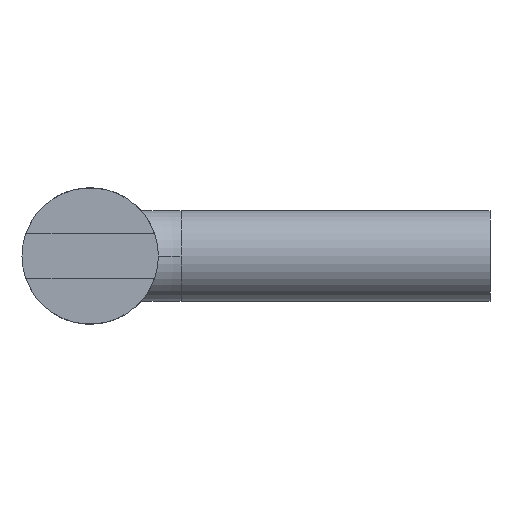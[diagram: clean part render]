
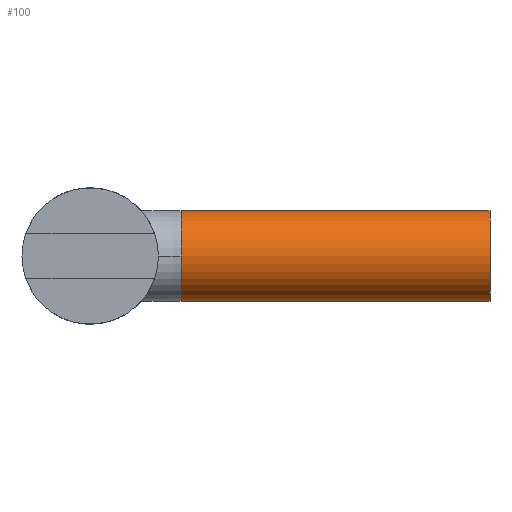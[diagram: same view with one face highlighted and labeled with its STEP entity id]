
A CAD part, left-side view. The second image highlights one B-rep face of the part: STEP entity #100.
In plain terms, the highlighted cylindrical face has radius 1 mm (diameter 2 mm), a partial arc.
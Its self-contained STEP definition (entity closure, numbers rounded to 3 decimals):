
#5 = EDGE_LOOP ( 'NONE', ( #924, #125, #594, #821, #590 ) ) ;
#6 = DIRECTION ( 'NONE',  ( 0., 0., 1. ) ) ;
#28 = CIRCLE ( 'NONE', #685, 1. ) ;
#30 = DIRECTION ( 'NONE',  ( 0., 1., 0. ) ) ;
#32 = DIRECTION ( 'NONE',  ( 0., 1., 0. ) ) ;
#51 = VERTEX_POINT ( 'NONE', #988 ) ;
#66 = DIRECTION ( 'NONE',  ( 0., 1., 0. ) ) ;
#71 = VECTOR ( 'NONE', #32, 1000. ) ;
#99 = LINE ( 'NONE', #953, #71 ) ;
#100 = ADVANCED_FACE ( 'NONE', ( #826 ), #295, .T. ) ;
#125 = ORIENTED_EDGE ( 'NONE', *, *, #445, .T. ) ;
#168 = AXIS2_PLACEMENT_3D ( 'NONE', #899, #309, #6 ) ;
#170 = CARTESIAN_POINT ( 'NONE',  ( 0., 0., 1. ) ) ;
#178 = VERTEX_POINT ( 'NONE', #170 ) ;
#269 = CARTESIAN_POINT ( 'NONE',  ( 0., 0., 1. ) ) ;
#295 = CYLINDRICAL_SURFACE ( 'NONE', #403, 1. ) ;
#297 = DIRECTION ( 'NONE',  ( 0., 1., 0. ) ) ;
#306 = EDGE_CURVE ( 'NONE', #178, #745, #712, .T. ) ;
#309 = DIRECTION ( 'NONE',  ( 0., 1., 0. ) ) ;
#316 = VERTEX_POINT ( 'NONE', #789 ) ;
#319 = VERTEX_POINT ( 'NONE', #534 ) ;
#403 = AXIS2_PLACEMENT_3D ( 'NONE', #665, #66, #1009 ) ;
#445 = EDGE_CURVE ( 'NONE', #319, #178, #28, .T. ) ;
#475 = CARTESIAN_POINT ( 'NONE',  ( 0., 6.8, 1. ) ) ;
#533 = DIRECTION ( 'NONE',  ( 0., 1., 0. ) ) ;
#534 = CARTESIAN_POINT ( 'NONE',  ( 0., 0., -1. ) ) ;
#550 = EDGE_CURVE ( 'NONE', #316, #745, #754, .T. ) ;
#584 = VECTOR ( 'NONE', #30, 1000. ) ;
#590 = ORIENTED_EDGE ( 'NONE', *, *, #947, .F. ) ;
#594 = ORIENTED_EDGE ( 'NONE', *, *, #306, .T. ) ;
#595 = CIRCLE ( 'NONE', #168, 1. ) ;
#634 = CARTESIAN_POINT ( 'NONE',  ( 0., 0., 0. ) ) ;
#665 = CARTESIAN_POINT ( 'NONE',  ( 0., 0., 0. ) ) ;
#685 = AXIS2_PLACEMENT_3D ( 'NONE', #634, #297, #1033 ) ;
#712 = LINE ( 'NONE', #269, #584 ) ;
#745 = VERTEX_POINT ( 'NONE', #475 ) ;
#754 = CIRCLE ( 'NONE', #844, 1. ) ;
#789 = CARTESIAN_POINT ( 'NONE',  ( -1., 6.8, 0. ) ) ;
#796 = DIRECTION ( 'NONE',  ( 0., 0., 1. ) ) ;
#821 = ORIENTED_EDGE ( 'NONE', *, *, #550, .F. ) ;
#826 = FACE_OUTER_BOUND ( 'NONE', #5, .T. ) ;
#844 = AXIS2_PLACEMENT_3D ( 'NONE', #1039, #533, #796 ) ;
#899 = CARTESIAN_POINT ( 'NONE',  ( 0., 6.8, 0. ) ) ;
#924 = ORIENTED_EDGE ( 'NONE', *, *, #1017, .F. ) ;
#947 = EDGE_CURVE ( 'NONE', #51, #316, #595, .T. ) ;
#953 = CARTESIAN_POINT ( 'NONE',  ( 0., 0., -1. ) ) ;
#988 = CARTESIAN_POINT ( 'NONE',  ( 0., 6.8, -1. ) ) ;
#1009 = DIRECTION ( 'NONE',  ( 0., 0., 1. ) ) ;
#1017 = EDGE_CURVE ( 'NONE', #319, #51, #99, .T. ) ;
#1033 = DIRECTION ( 'NONE',  ( 0., 0., 1. ) ) ;
#1039 = CARTESIAN_POINT ( 'NONE',  ( 0., 6.8, 0. ) ) ;
